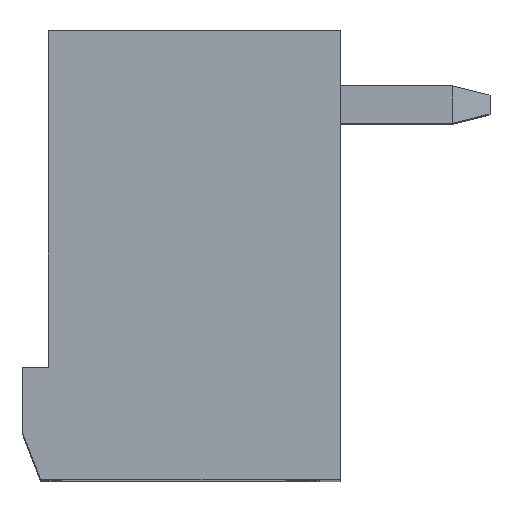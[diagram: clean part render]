
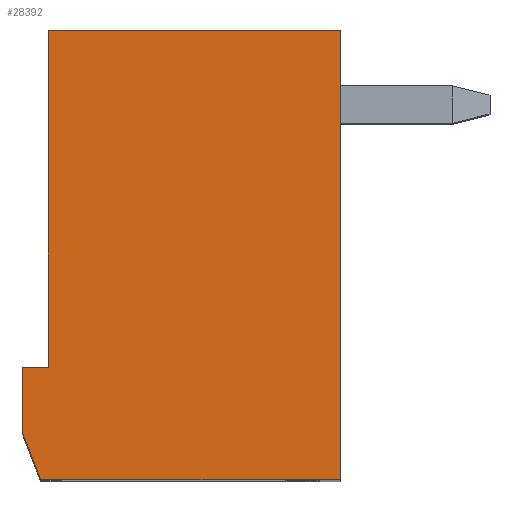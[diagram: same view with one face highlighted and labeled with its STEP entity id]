
A CAD part, top view. The second image highlights one B-rep face of the part: STEP entity #28392.
In plain terms, the highlighted planar face has unit normal (0, 0, 1).
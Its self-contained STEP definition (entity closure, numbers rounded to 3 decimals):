
#520=DIRECTION('',(1.,0.,0.));
#521=VECTOR('',#520,8.);
#522=CARTESIAN_POINT('',(-4.1,0.,25.4));
#523=LINE('',#522,#521);
#10199=DIRECTION('',(0.,-1.,0.));
#10200=VECTOR('',#10199,1.7);
#10201=CARTESIAN_POINT('',(-4.6,3.,25.4));
#10202=LINE('',#10201,#10200);
#10223=DIRECTION('',(-1.,0.,0.));
#10224=VECTOR('',#10223,0.7);
#10225=CARTESIAN_POINT('',(-3.9,3.,25.4));
#10226=LINE('',#10225,#10224);
#10235=DIRECTION('',(0.,-1.,0.));
#10236=VECTOR('',#10235,9.);
#10237=CARTESIAN_POINT('',(-3.9,12.,25.4));
#10238=LINE('',#10237,#10236);
#10295=DIRECTION('',(-1.,0.,0.));
#10296=VECTOR('',#10295,7.8);
#10297=CARTESIAN_POINT('',(3.9,12.,25.4));
#10298=LINE('',#10297,#10296);
#10539=DIRECTION('',(0.,1.,0.));
#10540=VECTOR('',#10539,12.);
#10541=CARTESIAN_POINT('',(3.9,0.,25.4));
#10542=LINE('',#10541,#10540);
#10811=DIRECTION('',(-0.359,0.933,0.));
#10812=VECTOR('',#10811,1.393);
#10813=CARTESIAN_POINT('',(-4.1,0.,25.4));
#10814=LINE('',#10813,#10812);
#15670=CARTESIAN_POINT('',(-4.1,0.,25.4));
#15671=CARTESIAN_POINT('',(3.9,0.,25.4));
#15672=VERTEX_POINT('',#15670);
#15673=VERTEX_POINT('',#15671);
#15674=CARTESIAN_POINT('',(-4.6,1.3,25.4));
#15675=VERTEX_POINT('',#15674);
#15676=CARTESIAN_POINT('',(3.9,12.,25.4));
#15677=CARTESIAN_POINT('',(-3.9,12.,25.4));
#15678=VERTEX_POINT('',#15676);
#15679=VERTEX_POINT('',#15677);
#15680=CARTESIAN_POINT('',(-4.6,3.,25.4));
#15681=VERTEX_POINT('',#15680);
#15682=CARTESIAN_POINT('',(-3.9,3.,25.4));
#15683=VERTEX_POINT('',#15682);
#28377=CARTESIAN_POINT('',(0.,0.,25.4));
#28378=DIRECTION('',(0.,0.,-1.));
#28379=DIRECTION('',(-1.,0.,0.));
#28380=AXIS2_PLACEMENT_3D('',#28377,#28378,#28379);
#28381=PLANE('',#28380);
#28382=ORIENTED_EDGE('',*,*,#16273,.F.);
#28384=ORIENTED_EDGE('',*,*,#28383,.T.);
#28385=ORIENTED_EDGE('',*,*,#27478,.F.);
#28386=ORIENTED_EDGE('',*,*,#27509,.F.);
#28387=ORIENTED_EDGE('',*,*,#27524,.F.);
#28388=ORIENTED_EDGE('',*,*,#27539,.F.);
#28389=ORIENTED_EDGE('',*,*,#27885,.F.);
#28390=EDGE_LOOP('',(#28382,#28384,#28385,#28386,#28387,#28388,#28389));
#28391=FACE_OUTER_BOUND('',#28390,.F.);
#28392=ADVANCED_FACE('',(#28391),#28381,.F.);
#16273=EDGE_CURVE('',#15672,#15673,#523,.T.);
#27478=EDGE_CURVE('',#15681,#15675,#10202,.T.);
#27509=EDGE_CURVE('',#15683,#15681,#10226,.T.);
#27524=EDGE_CURVE('',#15679,#15683,#10238,.T.);
#27539=EDGE_CURVE('',#15678,#15679,#10298,.T.);
#27885=EDGE_CURVE('',#15673,#15678,#10542,.T.);
#28383=EDGE_CURVE('',#15672,#15675,#10814,.T.);
